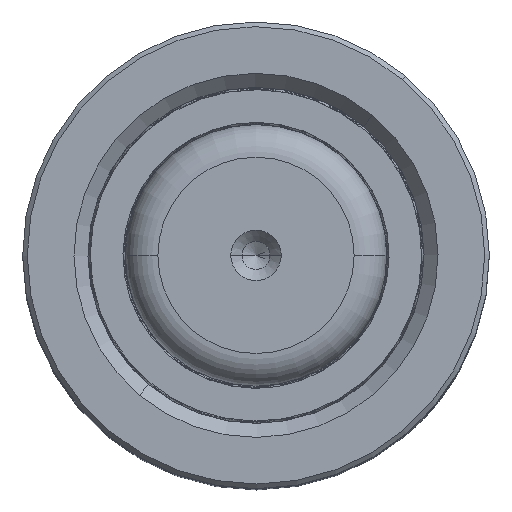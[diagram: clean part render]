
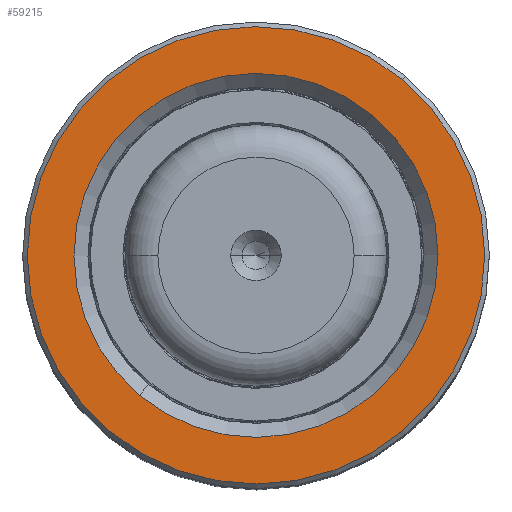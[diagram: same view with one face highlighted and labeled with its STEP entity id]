
A CAD part, top view. The second image highlights one B-rep face of the part: STEP entity #59215.
In plain terms, the highlighted planar face has unit normal (0, 0, 1).
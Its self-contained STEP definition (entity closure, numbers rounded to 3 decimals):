
#972 = CIRCLE ( 'NONE', #38068, 24.5 ) ;
#1191 = CIRCLE ( 'NONE', #44732, 19.5 ) ;
#2321 = CARTESIAN_POINT ( 'NONE',  ( 0., 0., 80. ) ) ;
#5640 = CARTESIAN_POINT ( 'NONE',  ( 24.5, 0., 80. ) ) ;
#8798 = DIRECTION ( 'NONE',  ( 1., 0., 0. ) ) ;
#9002 = DIRECTION ( 'NONE',  ( 0., 0., 1. ) ) ;
#9697 = DIRECTION ( 'NONE',  ( 0., 0., -1. ) ) ;
#9698 = EDGE_CURVE ( 'NONE', #43267, #43689, #1191, .T. ) ;
#10193 = DIRECTION ( 'NONE',  ( 0., 0., 1. ) ) ;
#14418 = CIRCLE ( 'NONE', #37891, 19.5 ) ;
#17044 = EDGE_LOOP ( 'NONE', ( #24276, #21766 ) ) ;
#19046 = EDGE_LOOP ( 'NONE', ( #45965, #40209 ) ) ;
#21432 = CARTESIAN_POINT ( 'NONE',  ( -19.5, 0., 80. ) ) ;
#21766 = ORIENTED_EDGE ( 'NONE', *, *, #9698, .T. ) ;
#23466 = CARTESIAN_POINT ( 'NONE',  ( 0., 0., 80. ) ) ;
#24276 = ORIENTED_EDGE ( 'NONE', *, *, #47578, .T. ) ;
#27013 = VERTEX_POINT ( 'NONE', #5640 ) ;
#27628 = CARTESIAN_POINT ( 'NONE',  ( 0., 0., 80. ) ) ;
#32661 = DIRECTION ( 'NONE',  ( 1., 0., 0. ) ) ;
#33271 = PLANE ( 'NONE',  #34977 ) ;
#33401 = DIRECTION ( 'NONE',  ( 1., 0., 0. ) ) ;
#33563 = FACE_BOUND ( 'NONE', #17044, .T. ) ;
#34088 = DIRECTION ( 'NONE',  ( 1., 0., 0. ) ) ;
#34977 = AXIS2_PLACEMENT_3D ( 'NONE', #37719, #10193, #32661 ) ;
#37719 = CARTESIAN_POINT ( 'NONE',  ( 0., 0., 80. ) ) ;
#37891 = AXIS2_PLACEMENT_3D ( 'NONE', #23466, #9697, #33401 ) ;
#38068 = AXIS2_PLACEMENT_3D ( 'NONE', #27628, #9002, #8798 ) ;
#40209 = ORIENTED_EDGE ( 'NONE', *, *, #59090, .T. ) ;
#40925 = VERTEX_POINT ( 'NONE', #52464 ) ;
#41341 = DIRECTION ( 'NONE',  ( 0., 0., 1. ) ) ;
#43267 = VERTEX_POINT ( 'NONE', #21432 ) ;
#43689 = VERTEX_POINT ( 'NONE', #52753 ) ;
#44732 = AXIS2_PLACEMENT_3D ( 'NONE', #2321, #57807, #34088 ) ;
#45965 = ORIENTED_EDGE ( 'NONE', *, *, #59431, .T. ) ;
#47578 = EDGE_CURVE ( 'NONE', #43689, #43267, #14418, .T. ) ;
#52464 = CARTESIAN_POINT ( 'NONE',  ( -24.5, 0., 80. ) ) ;
#52753 = CARTESIAN_POINT ( 'NONE',  ( 19.5, 0., 80. ) ) ;
#54771 = DIRECTION ( 'NONE',  ( 1., 0., 0. ) ) ;
#56036 = FACE_OUTER_BOUND ( 'NONE', #19046, .T. ) ;
#57517 = CIRCLE ( 'NONE', #57893, 24.5 ) ;
#57807 = DIRECTION ( 'NONE',  ( 0., 0., -1. ) ) ;
#57893 = AXIS2_PLACEMENT_3D ( 'NONE', #59814, #41341, #54771 ) ;
#59090 = EDGE_CURVE ( 'NONE', #27013, #40925, #57517, .T. ) ;
#59215 = ADVANCED_FACE ( 'NONE', ( #56036, #33563 ), #33271, .T. ) ;
#59431 = EDGE_CURVE ( 'NONE', #40925, #27013, #972, .T. ) ;
#59814 = CARTESIAN_POINT ( 'NONE',  ( 0., 0., 80. ) ) ;
